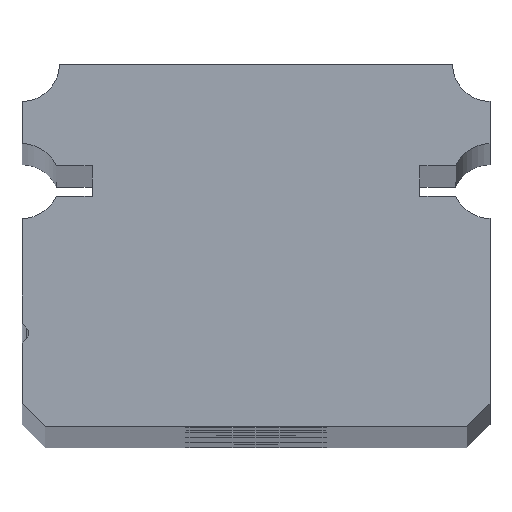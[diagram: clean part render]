
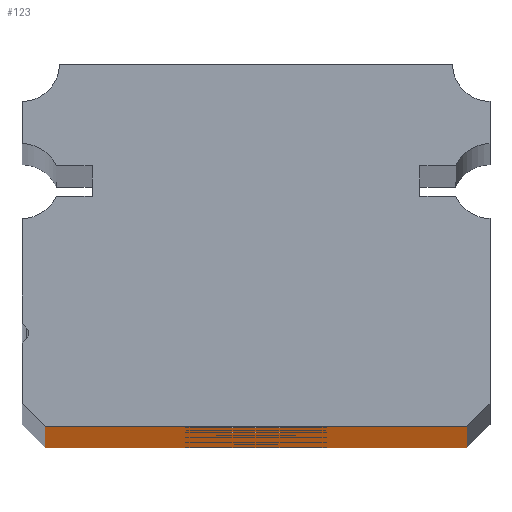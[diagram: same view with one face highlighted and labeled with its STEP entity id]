
A CAD part, top view. The second image highlights one B-rep face of the part: STEP entity #123.
In plain terms, the highlighted planar face has unit normal (0, -1, 0).
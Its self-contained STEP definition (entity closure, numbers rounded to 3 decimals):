
#123 = ADVANCED_FACE( '', ( #261, #262, #263, #264, #265, #266, #267, #268, #269, #270 ), #271, .F. );
#261 = FACE_BOUND( '', #412, .T. );
#262 = FACE_BOUND( '', #413, .T. );
#263 = FACE_BOUND( '', #414, .T. );
#264 = FACE_BOUND( '', #415, .T. );
#265 = FACE_BOUND( '', #416, .T. );
#266 = FACE_BOUND( '', #417, .T. );
#267 = FACE_BOUND( '', #418, .T. );
#268 = FACE_BOUND( '', #419, .T. );
#269 = FACE_BOUND( '', #420, .T. );
#270 = FACE_OUTER_BOUND( '', #421, .T. );
#271 = PLANE( '', #422 );
#412 = EDGE_LOOP( '', ( #762 ) );
#413 = EDGE_LOOP( '', ( #763 ) );
#414 = EDGE_LOOP( '', ( #764 ) );
#415 = EDGE_LOOP( '', ( #765 ) );
#416 = EDGE_LOOP( '', ( #766 ) );
#417 = EDGE_LOOP( '', ( #767 ) );
#418 = EDGE_LOOP( '', ( #768 ) );
#419 = EDGE_LOOP( '', ( #769 ) );
#420 = EDGE_LOOP( '', ( #770 ) );
#421 = EDGE_LOOP( '', ( #771, #772, #773, #774 ) );
#422 = AXIS2_PLACEMENT_3D( '', #775, #776, #777 );
#762 = ORIENTED_EDGE( '', *, *, #897, .F. );
#763 = ORIENTED_EDGE( '', *, *, #893, .F. );
#764 = ORIENTED_EDGE( '', *, *, #889, .F. );
#765 = ORIENTED_EDGE( '', *, *, #885, .F. );
#766 = ORIENTED_EDGE( '', *, *, #881, .F. );
#767 = ORIENTED_EDGE( '', *, *, #877, .F. );
#768 = ORIENTED_EDGE( '', *, *, #873, .F. );
#769 = ORIENTED_EDGE( '', *, *, #869, .F. );
#770 = ORIENTED_EDGE( '', *, *, #865, .F. );
#771 = ORIENTED_EDGE( '', *, *, #857, .T. );
#772 = ORIENTED_EDGE( '', *, *, #909, .F. );
#773 = ORIENTED_EDGE( '', *, *, #830, .F. );
#774 = ORIENTED_EDGE( '', *, *, #910, .T. );
#775 = CARTESIAN_POINT( '', ( -9., 0., 260. ) );
#776 = DIRECTION( '', ( 0., 1., 0. ) );
#777 = DIRECTION( '', ( 0., 0., 1. ) );
#830 = EDGE_CURVE( '', #956, #958, #959, .T. );
#857 = EDGE_CURVE( '', #1009, #1007, #1010, .T. );
#865 = EDGE_CURVE( '', #1024, #1024, #1025, .T. );
#869 = EDGE_CURVE( '', #1032, #1032, #1033, .T. );
#873 = EDGE_CURVE( '', #1040, #1040, #1041, .T. );
#877 = EDGE_CURVE( '', #1048, #1048, #1049, .T. );
#881 = EDGE_CURVE( '', #1056, #1056, #1057, .T. );
#885 = EDGE_CURVE( '', #1064, #1064, #1065, .T. );
#889 = EDGE_CURVE( '', #1072, #1072, #1073, .T. );
#893 = EDGE_CURVE( '', #1080, #1080, #1081, .T. );
#897 = EDGE_CURVE( '', #1088, #1088, #1089, .T. );
#909 = EDGE_CURVE( '', #958, #1007, #1101, .T. );
#910 = EDGE_CURVE( '', #956, #1009, #1102, .T. );
#956 = VERTEX_POINT( '', #1166 );
#958 = VERTEX_POINT( '', #1169 );
#959 = LINE( '', #1170, #1171 );
#1007 = VERTEX_POINT( '', #1236 );
#1009 = VERTEX_POINT( '', #1239 );
#1010 = LINE( '', #1240, #1241 );
#1024 = VERTEX_POINT( '', #1258 );
#1025 = CIRCLE( '', #1259, 3. );
#1032 = VERTEX_POINT( '', #1266 );
#1033 = CIRCLE( '', #1267, 3. );
#1040 = VERTEX_POINT( '', #1274 );
#1041 = CIRCLE( '', #1275, 3. );
#1048 = VERTEX_POINT( '', #1282 );
#1049 = CIRCLE( '', #1283, 3. );
#1056 = VERTEX_POINT( '', #1290 );
#1057 = CIRCLE( '', #1291, 3. );
#1064 = VERTEX_POINT( '', #1298 );
#1065 = CIRCLE( '', #1299, 3. );
#1072 = VERTEX_POINT( '', #1306 );
#1073 = CIRCLE( '', #1307, 3. );
#1080 = VERTEX_POINT( '', #1314 );
#1081 = CIRCLE( '', #1315, 3. );
#1088 = VERTEX_POINT( '', #1322 );
#1089 = CIRCLE( '', #1323, 3. );
#1101 = LINE( '', #1346, #1347 );
#1102 = LINE( '', #1348, #1349 );
#1166 = CARTESIAN_POINT( '', ( -9., 0., 260. ) );
#1169 = CARTESIAN_POINT( '', ( 9., 0., 260. ) );
#1170 = CARTESIAN_POINT( '', ( -9., 0., 260. ) );
#1171 = VECTOR( '', #1390, 1000. );
#1236 = CARTESIAN_POINT( '', ( 9., 0., -260. ) );
#1239 = CARTESIAN_POINT( '', ( -9., 0., -260. ) );
#1240 = CARTESIAN_POINT( '', ( -9., 0., -260. ) );
#1241 = VECTOR( '', #1433, 1000. );
#1258 = CARTESIAN_POINT( '', ( 0., 0., -243. ) );
#1259 = AXIS2_PLACEMENT_3D( '', #1449, #1450, #1451 );
#1266 = CARTESIAN_POINT( '', ( 0., 0., 237. ) );
#1267 = AXIS2_PLACEMENT_3D( '', #1461, #1462, #1463 );
#1274 = CARTESIAN_POINT( '', ( 0., 0., 177. ) );
#1275 = AXIS2_PLACEMENT_3D( '', #1473, #1474, #1475 );
#1282 = CARTESIAN_POINT( '', ( 0., 0., 117. ) );
#1283 = AXIS2_PLACEMENT_3D( '', #1485, #1486, #1487 );
#1290 = CARTESIAN_POINT( '', ( 0., 0., 57. ) );
#1291 = AXIS2_PLACEMENT_3D( '', #1497, #1498, #1499 );
#1298 = CARTESIAN_POINT( '', ( 0., 0., -3. ) );
#1299 = AXIS2_PLACEMENT_3D( '', #1509, #1510, #1511 );
#1306 = CARTESIAN_POINT( '', ( 0., 0., -63. ) );
#1307 = AXIS2_PLACEMENT_3D( '', #1521, #1522, #1523 );
#1314 = CARTESIAN_POINT( '', ( 0., 0., -123. ) );
#1315 = AXIS2_PLACEMENT_3D( '', #1533, #1534, #1535 );
#1322 = CARTESIAN_POINT( '', ( 0., 0., -183. ) );
#1323 = AXIS2_PLACEMENT_3D( '', #1545, #1546, #1547 );
#1346 = CARTESIAN_POINT( '', ( 9., 0., 260. ) );
#1347 = VECTOR( '', #1559, 1000. );
#1348 = CARTESIAN_POINT( '', ( -9., 0., 260. ) );
#1349 = VECTOR( '', #1560, 1000. );
#1390 = DIRECTION( '', ( 1., 0., 0. ) );
#1433 = DIRECTION( '', ( 1., 0., 0. ) );
#1449 = CARTESIAN_POINT( '', ( 0., 0., -240. ) );
#1450 = DIRECTION( '', ( 0., -1., 0. ) );
#1451 = DIRECTION( '', ( 0., 0., -1. ) );
#1461 = CARTESIAN_POINT( '', ( 0., 0., 240. ) );
#1462 = DIRECTION( '', ( 0., -1., 0. ) );
#1463 = DIRECTION( '', ( 0., 0., -1. ) );
#1473 = CARTESIAN_POINT( '', ( 0., 0., 180. ) );
#1474 = DIRECTION( '', ( 0., -1., 0. ) );
#1475 = DIRECTION( '', ( 0., 0., -1. ) );
#1485 = CARTESIAN_POINT( '', ( 0., 0., 120. ) );
#1486 = DIRECTION( '', ( 0., -1., 0. ) );
#1487 = DIRECTION( '', ( 0., 0., -1. ) );
#1497 = CARTESIAN_POINT( '', ( 0., 0., 60. ) );
#1498 = DIRECTION( '', ( 0., -1., 0. ) );
#1499 = DIRECTION( '', ( 0., 0., -1. ) );
#1509 = CARTESIAN_POINT( '', ( 0., 0., 0. ) );
#1510 = DIRECTION( '', ( 0., -1., 0. ) );
#1511 = DIRECTION( '', ( 0., 0., -1. ) );
#1521 = CARTESIAN_POINT( '', ( 0., 0., -60. ) );
#1522 = DIRECTION( '', ( 0., -1., 0. ) );
#1523 = DIRECTION( '', ( 0., 0., -1. ) );
#1533 = CARTESIAN_POINT( '', ( 0., 0., -120. ) );
#1534 = DIRECTION( '', ( 0., -1., 0. ) );
#1535 = DIRECTION( '', ( 0., 0., -1. ) );
#1545 = CARTESIAN_POINT( '', ( 0., 0., -180. ) );
#1546 = DIRECTION( '', ( 0., -1., 0. ) );
#1547 = DIRECTION( '', ( 0., 0., -1. ) );
#1559 = DIRECTION( '', ( 0., 0., -1. ) );
#1560 = DIRECTION( '', ( 0., 0., -1. ) );
